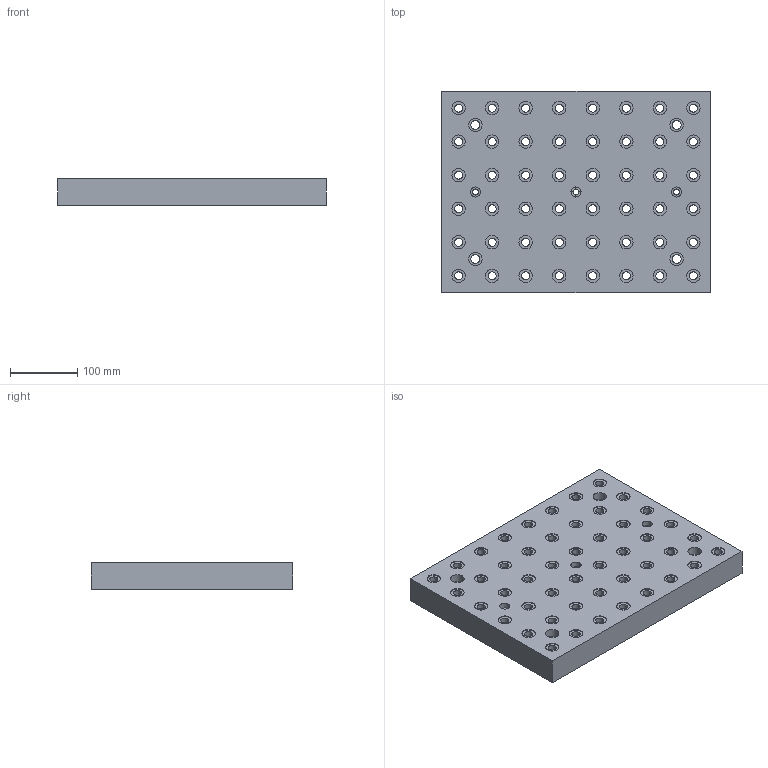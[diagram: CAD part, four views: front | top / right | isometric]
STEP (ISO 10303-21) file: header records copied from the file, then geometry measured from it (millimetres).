
FILE_DESCRIPTION(('STEP AP214'),'1');
FILE_NAME(' ',' ',('TraceParts'),('TraceParts S.A.'),'XStep 1.0',' ',' ');
FILE_SCHEMA(('automotive_design'));
Length unit declared in the file: millimetre
Products named in the file (1): 1
Bounding box: 400 x 300 x 40 mm (x, y, z)
Volume: 4516096 mm3; surface area: 370972.2 mm2
Topology: 1 solids, 1 shells, 290 faces, 690 edges, 460 vertices
Faces by surface type: cylinder 226, plane 64
Entity records: 16960 total; most frequent: DIRECTION 1724, STYLED_ITEM 1441, PRESENTATION_STYLE_ASSIGNMENT 1441, CARTESIAN_POINT 1441, COLOUR_RGB 1441, ORIENTED_EDGE 1380, AXIS2_PLACEMENT_3D 743, EDGE_CURVE 690
